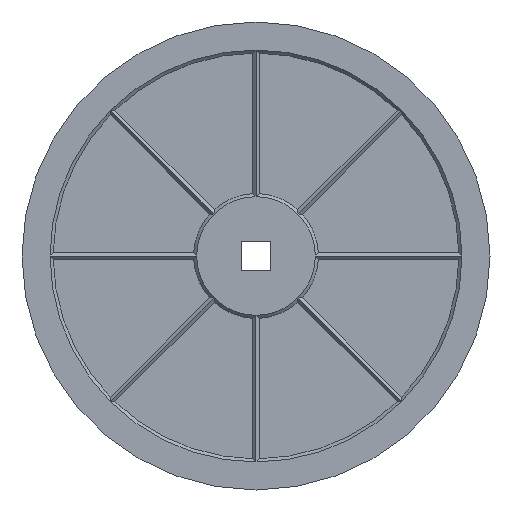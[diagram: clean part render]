
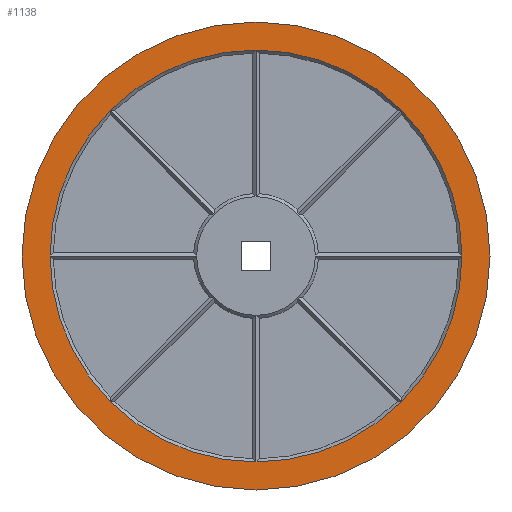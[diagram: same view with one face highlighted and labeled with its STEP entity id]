
A CAD part, front view. The second image highlights one B-rep face of the part: STEP entity #1138.
In plain terms, the highlighted planar face has unit normal (0, -1, 0).
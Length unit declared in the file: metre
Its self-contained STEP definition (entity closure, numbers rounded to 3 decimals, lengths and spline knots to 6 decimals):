
#249=ORIENTED_EDGE('',*,*,#589,.T.);
#250=ORIENTED_EDGE('',*,*,#590,.T.);
#251=ORIENTED_EDGE('',*,*,#591,.T.);
#252=ORIENTED_EDGE('',*,*,#592,.T.);
#253=ORIENTED_EDGE('',*,*,#593,.T.);
#254=ORIENTED_EDGE('',*,*,#594,.T.);
#255=ORIENTED_EDGE('',*,*,#595,.T.);
#256=ORIENTED_EDGE('',*,*,#596,.T.);
#257=ORIENTED_EDGE('',*,*,#597,.T.);
#589=EDGE_CURVE('',#759,#760,#853,.F.);
#590=EDGE_CURVE('',#760,#761,#854,.F.);
#591=EDGE_CURVE('',#761,#762,#855,.F.);
#592=EDGE_CURVE('',#762,#763,#856,.F.);
#593=EDGE_CURVE('',#763,#764,#857,.F.);
#594=EDGE_CURVE('',#764,#765,#858,.F.);
#595=EDGE_CURVE('',#765,#766,#859,.F.);
#596=EDGE_CURVE('',#766,#759,#860,.F.);
#597=EDGE_CURVE('',#767,#767,#861,.T.);
#759=VERTEX_POINT('',#1738);
#760=VERTEX_POINT('',#1739);
#761=VERTEX_POINT('',#1741);
#762=VERTEX_POINT('',#1743);
#763=VERTEX_POINT('',#1745);
#764=VERTEX_POINT('',#1747);
#765=VERTEX_POINT('',#1749);
#766=VERTEX_POINT('',#1751);
#767=VERTEX_POINT('',#1754);
#853=CIRCLE('',#1236,0.066);
#854=CIRCLE('',#1237,0.066);
#855=CIRCLE('',#1238,0.066);
#856=CIRCLE('',#1239,0.066);
#857=CIRCLE('',#1240,0.066);
#858=CIRCLE('',#1241,0.066);
#859=CIRCLE('',#1242,0.066);
#860=CIRCLE('',#1243,0.066);
#861=CIRCLE('',#1244,0.075);
#907=EDGE_LOOP('',(#249,#250,#251,#252,#253,#254,#255,#256));
#908=EDGE_LOOP('',(#257));
#999=FACE_BOUND('',#907,.T.);
#1000=FACE_BOUND('',#908,.T.);
#1091=PLANE('',#1235);
#1138=ADVANCED_FACE('',(#999,#1000),#1091,.T.);
#1235=AXIS2_PLACEMENT_3D('',#1736,#1375,#1376);
#1236=AXIS2_PLACEMENT_3D('',#1737,#1377,#1378);
#1237=AXIS2_PLACEMENT_3D('',#1740,#1379,#1380);
#1238=AXIS2_PLACEMENT_3D('',#1742,#1381,#1382);
#1239=AXIS2_PLACEMENT_3D('',#1744,#1383,#1384);
#1240=AXIS2_PLACEMENT_3D('',#1746,#1385,#1386);
#1241=AXIS2_PLACEMENT_3D('',#1748,#1387,#1388);
#1242=AXIS2_PLACEMENT_3D('',#1750,#1389,#1390);
#1243=AXIS2_PLACEMENT_3D('',#1752,#1391,#1392);
#1244=AXIS2_PLACEMENT_3D('',#1753,#1393,#1394);
#1375=DIRECTION('',(0.,-1.,0.));
#1376=DIRECTION('',(1.,0.,0.));
#1377=DIRECTION('',(0.,-1.,0.));
#1378=DIRECTION('',(0.,0.,-1.));
#1379=DIRECTION('',(0.,-1.,0.));
#1380=DIRECTION('',(0.,0.,-1.));
#1381=DIRECTION('',(0.,-1.,0.));
#1382=DIRECTION('',(0.,0.,-1.));
#1383=DIRECTION('',(0.,-1.,0.));
#1384=DIRECTION('',(0.,0.,-1.));
#1385=DIRECTION('',(0.,-1.,0.));
#1386=DIRECTION('',(0.,0.,-1.));
#1387=DIRECTION('',(0.,-1.,0.));
#1388=DIRECTION('',(0.,0.,-1.));
#1389=DIRECTION('',(0.,-1.,0.));
#1390=DIRECTION('',(0.,0.,-1.));
#1391=DIRECTION('',(0.,-1.,0.));
#1392=DIRECTION('',(0.,0.,-1.));
#1393=DIRECTION('',(0.,-1.,0.));
#1394=DIRECTION('',(0.,0.,-1.));
#1736=CARTESIAN_POINT('',(0.,-0.08,0.));
#1737=CARTESIAN_POINT('',(0.,-0.08,0.));
#1738=CARTESIAN_POINT('',(0.,-0.08,0.066));
#1739=CARTESIAN_POINT('',(0.046669,-0.08,0.046669));
#1740=CARTESIAN_POINT('',(0.,-0.08,0.));
#1741=CARTESIAN_POINT('',(0.066,-0.08,0.));
#1742=CARTESIAN_POINT('',(0.,-0.08,0.));
#1743=CARTESIAN_POINT('',(0.046669,-0.08,-0.046669));
#1744=CARTESIAN_POINT('',(0.,-0.08,0.));
#1745=CARTESIAN_POINT('',(0.,-0.08,-0.066));
#1746=CARTESIAN_POINT('',(0.,-0.08,0.));
#1747=CARTESIAN_POINT('',(-0.046669,-0.08,-0.046669));
#1748=CARTESIAN_POINT('',(0.,-0.08,0.));
#1749=CARTESIAN_POINT('',(-0.066,-0.08,0.));
#1750=CARTESIAN_POINT('',(0.,-0.08,0.));
#1751=CARTESIAN_POINT('',(-0.046669,-0.08,0.046669));
#1752=CARTESIAN_POINT('',(0.,-0.08,0.));
#1753=CARTESIAN_POINT('',(0.,-0.08,0.));
#1754=CARTESIAN_POINT('',(0.,-0.08,-0.075));
